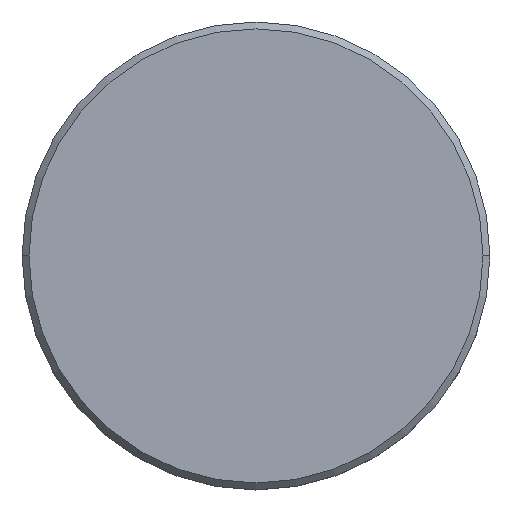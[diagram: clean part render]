
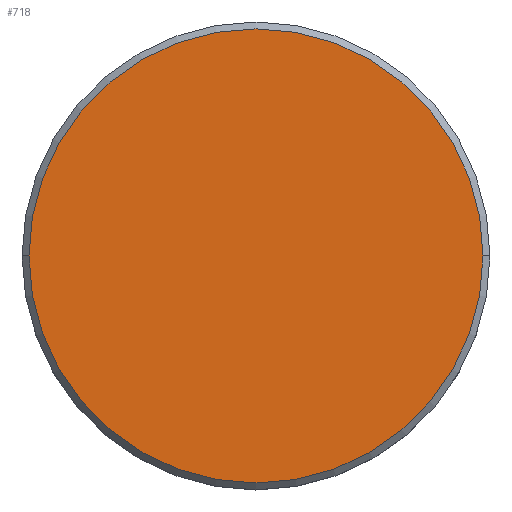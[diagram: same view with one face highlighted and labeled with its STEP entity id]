
A CAD part, top view. The second image highlights one B-rep face of the part: STEP entity #718.
In plain terms, the highlighted planar face has unit normal (0, 0, 1).
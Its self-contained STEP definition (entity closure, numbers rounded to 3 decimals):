
#12 = DIRECTION ( 'NONE',  ( 1., 0., 0. ) ) ;
#37 = CIRCLE ( 'NONE', #674, 16.5 ) ;
#117 = EDGE_CURVE ( 'NONE', #729, #916, #1072, .T. ) ;
#166 = FACE_OUTER_BOUND ( 'NONE', #918, .T. ) ;
#177 = CARTESIAN_POINT ( 'NONE',  ( -16.5, 0., 0. ) ) ;
#225 = AXIS2_PLACEMENT_3D ( 'NONE', #1038, #306, #476 ) ;
#259 = DIRECTION ( 'NONE',  ( 1., 0., 0. ) ) ;
#298 = DIRECTION ( 'NONE',  ( 0., 0., 1. ) ) ;
#306 = DIRECTION ( 'NONE',  ( 0., 0., 1. ) ) ;
#351 = CARTESIAN_POINT ( 'NONE',  ( 16.5, 0., 0. ) ) ;
#476 = DIRECTION ( 'NONE',  ( 1., 0., 0. ) ) ;
#535 = ORIENTED_EDGE ( 'NONE', *, *, #117, .T. ) ;
#674 = AXIS2_PLACEMENT_3D ( 'NONE', #846, #298, #12 ) ;
#710 = ORIENTED_EDGE ( 'NONE', *, *, #827, .T. ) ;
#718 = ADVANCED_FACE ( 'NONE', ( #166 ), #1179, .T. ) ;
#729 = VERTEX_POINT ( 'NONE', #177 ) ;
#809 = DIRECTION ( 'NONE',  ( 0., 0., 1. ) ) ;
#827 = EDGE_CURVE ( 'NONE', #916, #729, #37, .T. ) ;
#846 = CARTESIAN_POINT ( 'NONE',  ( 0., 0., 0. ) ) ;
#916 = VERTEX_POINT ( 'NONE', #351 ) ;
#918 = EDGE_LOOP ( 'NONE', ( #535, #710 ) ) ;
#981 = AXIS2_PLACEMENT_3D ( 'NONE', #983, #809, #259 ) ;
#983 = CARTESIAN_POINT ( 'NONE',  ( 0., 0., 0. ) ) ;
#1038 = CARTESIAN_POINT ( 'NONE',  ( 0., 0., 0. ) ) ;
#1072 = CIRCLE ( 'NONE', #225, 16.5 ) ;
#1179 = PLANE ( 'NONE',  #981 ) ;
